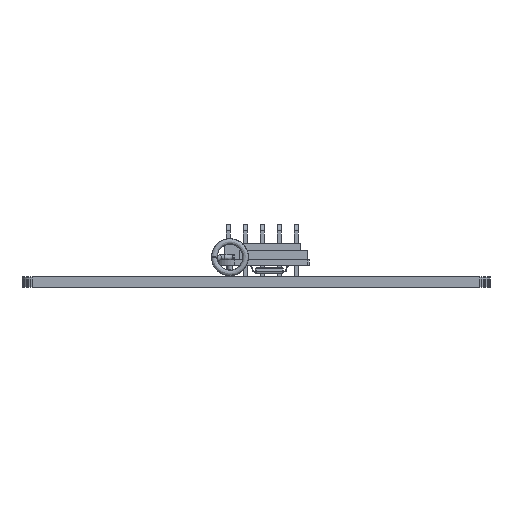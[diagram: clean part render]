
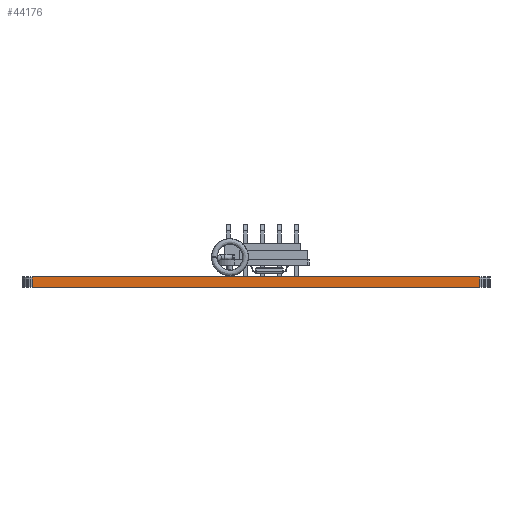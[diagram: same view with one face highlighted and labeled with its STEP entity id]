
A CAD part, front view. The second image highlights one B-rep face of the part: STEP entity #44176.
In plain terms, the highlighted planar face has unit normal (0, -1, 0).
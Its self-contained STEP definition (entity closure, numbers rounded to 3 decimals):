
#36971 = PLANE('',#36972);
#36972 = AXIS2_PLACEMENT_3D('',#36973,#36974,#36975);
#36973 = CARTESIAN_POINT('',(137.097,-91.732,1.58));
#36974 = DIRECTION('',(-0.,-0.,-1.));
#36975 = DIRECTION('',(-1.,0.,0.));
#37025 = PLANE('',#37026);
#37026 = AXIS2_PLACEMENT_3D('',#37027,#37028,#37029);
#37027 = CARTESIAN_POINT('',(137.097,-91.732,0.));
#37028 = DIRECTION('',(-0.,-0.,-1.));
#37029 = DIRECTION('',(-1.,0.,0.));
#37666 = VERTEX_POINT('',#37667);
#37667 = CARTESIAN_POINT('',(170.597,-126.732,0.));
#37681 = PLANE('',#37682);
#37682 = AXIS2_PLACEMENT_3D('',#37683,#37684,#37685);
#37683 = CARTESIAN_POINT('',(170.831,-126.714,0.));
#37684 = DIRECTION('',(0.078,-0.997,0.));
#37685 = DIRECTION('',(-0.997,-0.078,0.));
#37693 = EDGE_CURVE('',#37666,#37694,#37696,.T.);
#37694 = VERTEX_POINT('',#37695);
#37695 = CARTESIAN_POINT('',(103.597,-126.732,0.));
#37696 = SURFACE_CURVE('',#37697,(#37701,#37708),.PCURVE_S1.);
#37697 = LINE('',#37698,#37699);
#37698 = CARTESIAN_POINT('',(170.597,-126.732,0.));
#37699 = VECTOR('',#37700,1.);
#37700 = DIRECTION('',(-1.,0.,0.));
#37701 = PCURVE('',#37025,#37702);
#37702 = DEFINITIONAL_REPRESENTATION('',(#37703),#37707);
#37703 = LINE('',#37704,#37705);
#37704 = CARTESIAN_POINT('',(-33.5,-35.));
#37705 = VECTOR('',#37706,1.);
#37706 = DIRECTION('',(1.,0.));
#37707 = ( GEOMETRIC_REPRESENTATION_CONTEXT(2) 
PARAMETRIC_REPRESENTATION_CONTEXT() REPRESENTATION_CONTEXT('2D SPACE',''
  ) );
#37708 = PCURVE('',#37709,#37714);
#37709 = PLANE('',#37710);
#37710 = AXIS2_PLACEMENT_3D('',#37711,#37712,#37713);
#37711 = CARTESIAN_POINT('',(170.597,-126.732,0.));
#37712 = DIRECTION('',(0.,-1.,0.));
#37713 = DIRECTION('',(-1.,0.,0.));
#37714 = DEFINITIONAL_REPRESENTATION('',(#37715),#37719);
#37715 = LINE('',#37716,#37717);
#37716 = CARTESIAN_POINT('',(0.,-0.));
#37717 = VECTOR('',#37718,1.);
#37718 = DIRECTION('',(1.,0.));
#37719 = ( GEOMETRIC_REPRESENTATION_CONTEXT(2) 
PARAMETRIC_REPRESENTATION_CONTEXT() REPRESENTATION_CONTEXT('2D SPACE',''
  ) );
#37737 = PLANE('',#37738);
#37738 = AXIS2_PLACEMENT_3D('',#37739,#37740,#37741);
#37739 = CARTESIAN_POINT('',(103.597,-126.732,0.));
#37740 = DIRECTION('',(-0.078,-0.997,0.));
#37741 = DIRECTION('',(-0.997,0.078,0.));
#40828 = VERTEX_POINT('',#40829);
#40829 = CARTESIAN_POINT('',(170.597,-126.732,1.58));
#40850 = EDGE_CURVE('',#40828,#40851,#40853,.T.);
#40851 = VERTEX_POINT('',#40852);
#40852 = CARTESIAN_POINT('',(103.597,-126.732,1.58));
#40853 = SURFACE_CURVE('',#40854,(#40858,#40865),.PCURVE_S1.);
#40854 = LINE('',#40855,#40856);
#40855 = CARTESIAN_POINT('',(170.597,-126.732,1.58));
#40856 = VECTOR('',#40857,1.);
#40857 = DIRECTION('',(-1.,0.,0.));
#40858 = PCURVE('',#36971,#40859);
#40859 = DEFINITIONAL_REPRESENTATION('',(#40860),#40864);
#40860 = LINE('',#40861,#40862);
#40861 = CARTESIAN_POINT('',(-33.5,-35.));
#40862 = VECTOR('',#40863,1.);
#40863 = DIRECTION('',(1.,0.));
#40864 = ( GEOMETRIC_REPRESENTATION_CONTEXT(2) 
PARAMETRIC_REPRESENTATION_CONTEXT() REPRESENTATION_CONTEXT('2D SPACE',''
  ) );
#40865 = PCURVE('',#37709,#40866);
#40866 = DEFINITIONAL_REPRESENTATION('',(#40867),#40871);
#40867 = LINE('',#40868,#40869);
#40868 = CARTESIAN_POINT('',(0.,-1.58));
#40869 = VECTOR('',#40870,1.);
#40870 = DIRECTION('',(1.,0.));
#40871 = ( GEOMETRIC_REPRESENTATION_CONTEXT(2) 
PARAMETRIC_REPRESENTATION_CONTEXT() REPRESENTATION_CONTEXT('2D SPACE',''
  ) );
#44128 = EDGE_CURVE('',#37666,#40828,#44129,.T.);
#44129 = SURFACE_CURVE('',#44130,(#44134,#44141),.PCURVE_S1.);
#44130 = LINE('',#44131,#44132);
#44131 = CARTESIAN_POINT('',(170.597,-126.732,0.));
#44132 = VECTOR('',#44133,1.);
#44133 = DIRECTION('',(0.,0.,1.));
#44134 = PCURVE('',#37681,#44135);
#44135 = DEFINITIONAL_REPRESENTATION('',(#44136),#44140);
#44136 = LINE('',#44137,#44138);
#44137 = CARTESIAN_POINT('',(0.235,0.));
#44138 = VECTOR('',#44139,1.);
#44139 = DIRECTION('',(0.,-1.));
#44140 = ( GEOMETRIC_REPRESENTATION_CONTEXT(2) 
PARAMETRIC_REPRESENTATION_CONTEXT() REPRESENTATION_CONTEXT('2D SPACE',''
  ) );
#44141 = PCURVE('',#37709,#44142);
#44142 = DEFINITIONAL_REPRESENTATION('',(#44143),#44147);
#44143 = LINE('',#44144,#44145);
#44144 = CARTESIAN_POINT('',(0.,-0.));
#44145 = VECTOR('',#44146,1.);
#44146 = DIRECTION('',(0.,-1.));
#44147 = ( GEOMETRIC_REPRESENTATION_CONTEXT(2) 
PARAMETRIC_REPRESENTATION_CONTEXT() REPRESENTATION_CONTEXT('2D SPACE',''
  ) );
#44176 = ADVANCED_FACE('',(#44177),#37709,.T.);
#44177 = FACE_BOUND('',#44178,.T.);
#44178 = EDGE_LOOP('',(#44179,#44180,#44181,#44202));
#44179 = ORIENTED_EDGE('',*,*,#44128,.T.);
#44180 = ORIENTED_EDGE('',*,*,#40850,.T.);
#44181 = ORIENTED_EDGE('',*,*,#44182,.F.);
#44182 = EDGE_CURVE('',#37694,#40851,#44183,.T.);
#44183 = SURFACE_CURVE('',#44184,(#44188,#44195),.PCURVE_S1.);
#44184 = LINE('',#44185,#44186);
#44185 = CARTESIAN_POINT('',(103.597,-126.732,0.));
#44186 = VECTOR('',#44187,1.);
#44187 = DIRECTION('',(0.,0.,1.));
#44188 = PCURVE('',#37709,#44189);
#44189 = DEFINITIONAL_REPRESENTATION('',(#44190),#44194);
#44190 = LINE('',#44191,#44192);
#44191 = CARTESIAN_POINT('',(67.,0.));
#44192 = VECTOR('',#44193,1.);
#44193 = DIRECTION('',(0.,-1.));
#44194 = ( GEOMETRIC_REPRESENTATION_CONTEXT(2) 
PARAMETRIC_REPRESENTATION_CONTEXT() REPRESENTATION_CONTEXT('2D SPACE',''
  ) );
#44195 = PCURVE('',#37737,#44196);
#44196 = DEFINITIONAL_REPRESENTATION('',(#44197),#44201);
#44197 = LINE('',#44198,#44199);
#44198 = CARTESIAN_POINT('',(0.,0.));
#44199 = VECTOR('',#44200,1.);
#44200 = DIRECTION('',(0.,-1.));
#44201 = ( GEOMETRIC_REPRESENTATION_CONTEXT(2) 
PARAMETRIC_REPRESENTATION_CONTEXT() REPRESENTATION_CONTEXT('2D SPACE',''
  ) );
#44202 = ORIENTED_EDGE('',*,*,#37693,.F.);
